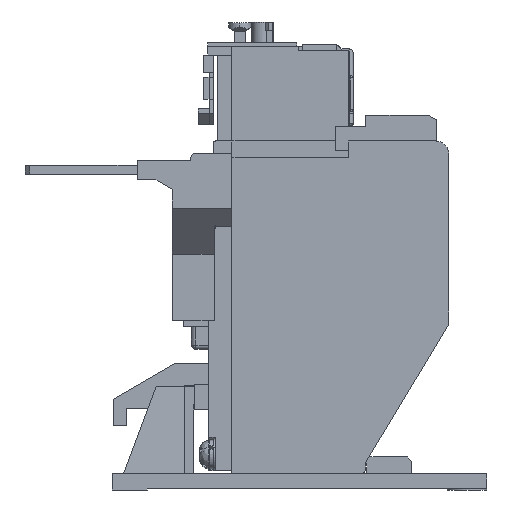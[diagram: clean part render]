
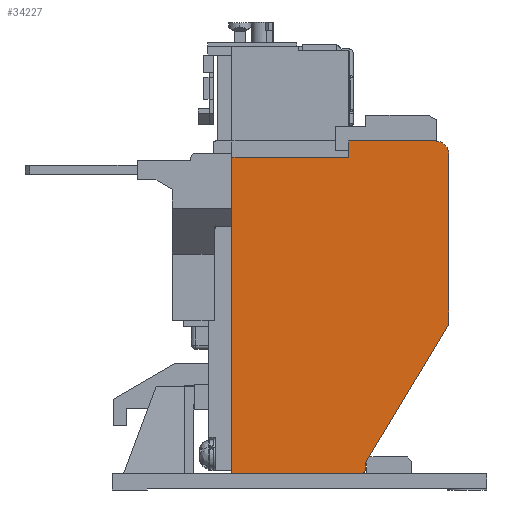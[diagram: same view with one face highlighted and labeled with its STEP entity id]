
A CAD part, left-side view. The second image highlights one B-rep face of the part: STEP entity #34227.
In plain terms, the highlighted planar face has unit normal (-1, 0, 0).
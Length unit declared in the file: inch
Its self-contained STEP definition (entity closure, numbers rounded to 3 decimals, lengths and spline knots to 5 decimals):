
#3 = LINE ( 'NONE', #53756, #86057 ) ;
#2985 = VERTEX_POINT ( 'NONE', #23928 ) ;
#4225 = EDGE_LOOP ( 'NONE', ( #17164, #43641, #56548, #72928, #49103, #4921, #41696, #84008, #89489, #81867 ) ) ;
#4921 = ORIENTED_EDGE ( 'NONE', *, *, #77727, .F. ) ;
#5322 = LINE ( 'NONE', #39601, #91330 ) ;
#6273 = EDGE_CURVE ( 'NONE', #71402, #59791, #22949, .T. ) ;
#7329 = CARTESIAN_POINT ( 'NONE',  ( -1.33858, -1.04331, 2.74044 ) ) ;
#10500 = DIRECTION ( 'NONE',  ( 0., 0.515, -0.857 ) ) ;
#12208 = DIRECTION ( 'NONE',  ( 0., 0., 1. ) ) ;
#13009 = CARTESIAN_POINT ( 'NONE',  ( -1.33858, -1.8189, 2.768 ) ) ;
#13050 = VERTEX_POINT ( 'NONE', #7329 ) ;
#14877 = DIRECTION ( 'NONE',  ( 0., -1., 0. ) ) ;
#17164 = ORIENTED_EDGE ( 'NONE', *, *, #67086, .F. ) ;
#18135 = VERTEX_POINT ( 'NONE', #76194 ) ;
#20883 = DIRECTION ( 'NONE',  ( 1., 0., 0. ) ) ;
#21438 = DIRECTION ( 'NONE',  ( 0., 0., -1. ) ) ;
#21873 = LINE ( 'NONE', #97733, #66168 ) ;
#22301 = CARTESIAN_POINT ( 'NONE',  ( -1.33858, -1.15354, -0.04696 ) ) ;
#22949 = LINE ( 'NONE', #84603, #64655 ) ;
#23104 = CARTESIAN_POINT ( 'NONE',  ( -1.33858, -1.8189, 2.88611 ) ) ;
#23928 = CARTESIAN_POINT ( 'NONE',  ( -1.33858, -1.19291, 0.0121 ) ) ;
#27848 = LINE ( 'NONE', #86990, #91706 ) ;
#28806 = CARTESIAN_POINT ( 'NONE',  ( -1.33858, -1.04331, 2.88611 ) ) ;
#30640 = DIRECTION ( 'NONE',  ( 0., 0., -1. ) ) ;
#30892 = CARTESIAN_POINT ( 'NONE',  ( -1.33858, -1.19291, 0.0121 ) ) ;
#32048 = AXIS2_PLACEMENT_3D ( 'NONE', #22301, #80532, #30640 ) ;
#33254 = EDGE_CURVE ( 'NONE', #88149, #18135, #3, .T. ) ;
#34227 = ADVANCED_FACE ( 'NONE', ( #64604 ), #104197, .F. ) ;
#38699 = VECTOR ( 'NONE', #89197, 39.37008 ) ;
#39477 = VECTOR ( 'NONE', #74214, 39.37008 ) ;
#39601 = CARTESIAN_POINT ( 'NONE',  ( -1.33858, 0., 2.88611 ) ) ;
#39861 = VECTOR ( 'NONE', #10500, 39.37008 ) ;
#41696 = ORIENTED_EDGE ( 'NONE', *, *, #6273, .F. ) ;
#43641 = ORIENTED_EDGE ( 'NONE', *, *, #33254, .F. ) ;
#44619 = EDGE_CURVE ( 'NONE', #2985, #98245, #85702, .T. ) ;
#47763 = DIRECTION ( 'NONE',  ( 0., 0., 1. ) ) ;
#48772 = CIRCLE ( 'NONE', #61251, 0.11811 ) ;
#48796 = CARTESIAN_POINT ( 'NONE',  ( -1.33858, -1.15354, -0.08633 ) ) ;
#49103 = ORIENTED_EDGE ( 'NONE', *, *, #44619, .F. ) ;
#50939 = VERTEX_POINT ( 'NONE', #28806 ) ;
#51461 = DIRECTION ( 'NONE',  ( 0., 0., -1. ) ) ;
#53756 = CARTESIAN_POINT ( 'NONE',  ( -1.33858, 0., 2.88611 ) ) ;
#56548 = ORIENTED_EDGE ( 'NONE', *, *, #74116, .F. ) ;
#59791 = VERTEX_POINT ( 'NONE', #82906 ) ;
#60673 = CIRCLE ( 'NONE', #32048, 0.03937 ) ;
#60739 = CARTESIAN_POINT ( 'NONE',  ( -1.33858, -1.93701, 1.25048 ) ) ;
#61251 = AXIS2_PLACEMENT_3D ( 'NONE', #70761, #20883, #79160 ) ;
#64604 = FACE_OUTER_BOUND ( 'NONE', #4225, .T. ) ;
#64655 = VECTOR ( 'NONE', #51461, 39.37008 ) ;
#65791 = CARTESIAN_POINT ( 'NONE',  ( -1.33858, -1.8189, -0.08633 ) ) ;
#66168 = VECTOR ( 'NONE', #47763, 39.37008 ) ;
#67086 = EDGE_CURVE ( 'NONE', #18135, #13050, #27848, .T. ) ;
#70761 = CARTESIAN_POINT ( 'NONE',  ( -1.33858, -1.8189, 2.768 ) ) ;
#71318 = DIRECTION ( 'NONE',  ( 1., 0., 0. ) ) ;
#71402 = VERTEX_POINT ( 'NONE', #93169 ) ;
#72928 = ORIENTED_EDGE ( 'NONE', *, *, #91979, .F. ) ;
#74116 = EDGE_CURVE ( 'NONE', #107708, #88149, #106131, .T. ) ;
#74214 = DIRECTION ( 'NONE',  ( 0., 1., 0. ) ) ;
#76194 = CARTESIAN_POINT ( 'NONE',  ( -1.33858, 0., 2.74044 ) ) ;
#76490 = AXIS2_PLACEMENT_3D ( 'NONE', #13009, #71318, #21438 ) ;
#77727 = EDGE_CURVE ( 'NONE', #59791, #2985, #106507, .T. ) ;
#79160 = DIRECTION ( 'NONE',  ( 0., 0., -1. ) ) ;
#80327 = EDGE_CURVE ( 'NONE', #50939, #94590, #5322, .T. ) ;
#80532 = DIRECTION ( 'NONE',  ( 1., 0., 0. ) ) ;
#81867 = ORIENTED_EDGE ( 'NONE', *, *, #95449, .F. ) ;
#82906 = CARTESIAN_POINT ( 'NONE',  ( -1.33858, -1.93701, 1.25048 ) ) ;
#84008 = ORIENTED_EDGE ( 'NONE', *, *, #103664, .F. ) ;
#84151 = CARTESIAN_POINT ( 'NONE',  ( -1.33858, -1.19291, -0.04696 ) ) ;
#84603 = CARTESIAN_POINT ( 'NONE',  ( -1.33858, -1.93701, 2.768 ) ) ;
#85702 = LINE ( 'NONE', #30892, #38699 ) ;
#86057 = VECTOR ( 'NONE', #12208, 39.37008 ) ;
#86990 = CARTESIAN_POINT ( 'NONE',  ( -1.33858, -1.04331, 2.74044 ) ) ;
#88149 = VERTEX_POINT ( 'NONE', #89707 ) ;
#89197 = DIRECTION ( 'NONE',  ( 0., 0., -1. ) ) ;
#89489 = ORIENTED_EDGE ( 'NONE', *, *, #80327, .F. ) ;
#89707 = CARTESIAN_POINT ( 'NONE',  ( -1.33858, 0., -0.08633 ) ) ;
#91330 = VECTOR ( 'NONE', #14877, 39.37008 ) ;
#91706 = VECTOR ( 'NONE', #95391, 39.37008 ) ;
#91979 = EDGE_CURVE ( 'NONE', #98245, #107708, #60673, .T. ) ;
#93169 = CARTESIAN_POINT ( 'NONE',  ( -1.33858, -1.93701, 2.768 ) ) ;
#94590 = VERTEX_POINT ( 'NONE', #23104 ) ;
#95391 = DIRECTION ( 'NONE',  ( 0., -1., 0. ) ) ;
#95449 = EDGE_CURVE ( 'NONE', #13050, #50939, #21873, .T. ) ;
#97733 = CARTESIAN_POINT ( 'NONE',  ( -1.33858, -1.04331, 2.768 ) ) ;
#98245 = VERTEX_POINT ( 'NONE', #84151 ) ;
#103664 = EDGE_CURVE ( 'NONE', #94590, #71402, #48772, .T. ) ;
#104197 = PLANE ( 'NONE',  #76490 ) ;
#106131 = LINE ( 'NONE', #65791, #39477 ) ;
#106507 = LINE ( 'NONE', #60739, #39861 ) ;
#107708 = VERTEX_POINT ( 'NONE', #48796 ) ;
